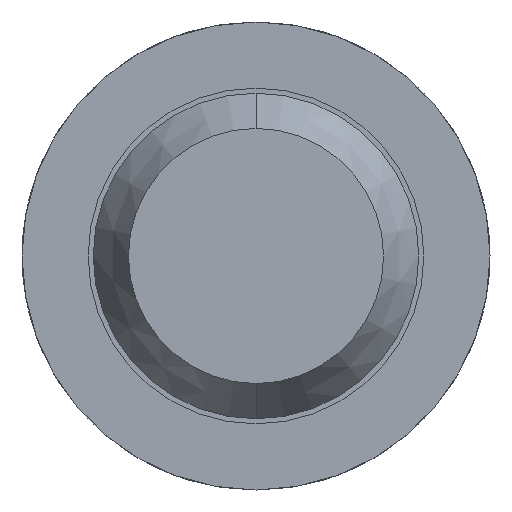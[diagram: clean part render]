
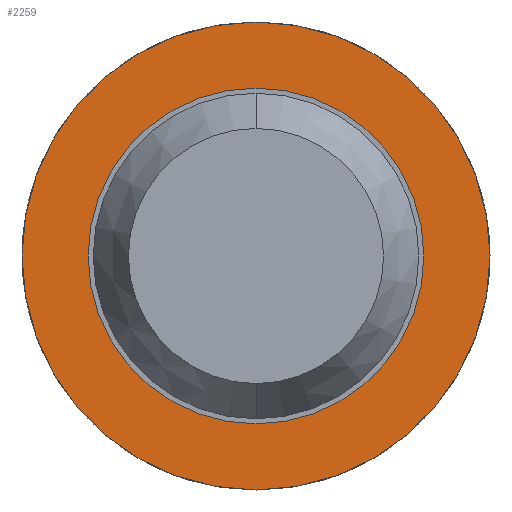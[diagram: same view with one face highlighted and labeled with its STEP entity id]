
A CAD part, front view. The second image highlights one B-rep face of the part: STEP entity #2259.
In plain terms, the highlighted planar face has unit normal (0, -1, 0).
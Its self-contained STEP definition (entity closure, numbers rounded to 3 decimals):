
#20 = EDGE_LOOP ( 'NONE', ( #4447, #2331 ) ) ;
#170 = VERTEX_POINT ( 'NONE', #4908 ) ;
#243 = EDGE_LOOP ( 'NONE', ( #2529, #1939 ) ) ;
#280 = CIRCLE ( 'NONE', #3057, 0.825 ) ;
#526 = DIRECTION ( 'NONE',  ( 0., 0., 1. ) ) ;
#570 = DIRECTION ( 'NONE',  ( 0., 1., 0. ) ) ;
#707 = AXIS2_PLACEMENT_3D ( 'NONE', #4122, #2886, #526 ) ;
#711 = VERTEX_POINT ( 'NONE', #1019 ) ;
#712 = CIRCLE ( 'NONE', #2303, 1.15 ) ;
#732 = DIRECTION ( 'NONE',  ( 0., 0., 1. ) ) ;
#792 = CIRCLE ( 'NONE', #707, 1.15 ) ;
#988 = CARTESIAN_POINT ( 'NONE',  ( 0., -1.7, 1.15 ) ) ;
#1016 = DIRECTION ( 'NONE',  ( 0., 1., 0. ) ) ;
#1019 = CARTESIAN_POINT ( 'NONE',  ( 0., -1.7, -0.825 ) ) ;
#1064 = VERTEX_POINT ( 'NONE', #988 ) ;
#1317 = DIRECTION ( 'NONE',  ( 0., 1., 0. ) ) ;
#1437 = DIRECTION ( 'NONE',  ( 0., 0., 1. ) ) ;
#1717 = CIRCLE ( 'NONE', #2392, 0.825 ) ;
#1939 = ORIENTED_EDGE ( 'NONE', *, *, #3809, .F. ) ;
#2096 = EDGE_CURVE ( 'Defeature ausgef�hrt3_7+Defeature ausgef�hrt3_6+Defeature ausgef�hrt3_6+Defeature ausgef�hrt3_6', #170, #711, #1717, .T. ) ;
#2259 = ADVANCED_FACE ( 'Defeature ausgef�hrt3_7', ( #4690, #2672 ), #3070, .F. ) ;
#2303 = AXIS2_PLACEMENT_3D ( 'NONE', #5014, #570, #1437 ) ;
#2331 = ORIENTED_EDGE ( 'NONE', *, *, #3230, .T. ) ;
#2392 = AXIS2_PLACEMENT_3D ( 'NONE', #3463, #1016, #4635 ) ;
#2529 = ORIENTED_EDGE ( 'NONE', *, *, #3305, .F. ) ;
#2672 = FACE_BOUND ( 'NONE', #20, .T. ) ;
#2752 = CARTESIAN_POINT ( 'NONE',  ( 0.825, -1.7, 0. ) ) ;
#2885 = VERTEX_POINT ( 'NONE', #3782 ) ;
#2886 = DIRECTION ( 'NONE',  ( 0., 1., 0. ) ) ;
#2975 = AXIS2_PLACEMENT_3D ( 'NONE', #2752, #4274, #732 ) ;
#3057 = AXIS2_PLACEMENT_3D ( 'NONE', #4872, #1317, #4456 ) ;
#3070 = PLANE ( 'NONE',  #2975 ) ;
#3230 = EDGE_CURVE ( 'Defeature ausgef�hrt3_7+Defeature ausgef�hrt3_6+Defeature ausgef�hrt3_6+Defeature ausgef�hrt3_6', #711, #170, #280, .T. ) ;
#3305 = EDGE_CURVE ( 'Defeature ausgef�hrt3_0+Defeature ausgef�hrt3_7+Defeature ausgef�hrt3_7+Defeature ausgef�hrt3_7', #1064, #2885, #792, .T. ) ;
#3463 = CARTESIAN_POINT ( 'NONE',  ( 0., -1.7, 0. ) ) ;
#3782 = CARTESIAN_POINT ( 'NONE',  ( 0., -1.7, -1.15 ) ) ;
#3809 = EDGE_CURVE ( 'Defeature ausgef�hrt3_0+Defeature ausgef�hrt3_7+Defeature ausgef�hrt3_7+Defeature ausgef�hrt3_7', #2885, #1064, #712, .T. ) ;
#4122 = CARTESIAN_POINT ( 'NONE',  ( 0., -1.7, 0. ) ) ;
#4274 = DIRECTION ( 'NONE',  ( 0., 1., 0. ) ) ;
#4447 = ORIENTED_EDGE ( 'NONE', *, *, #2096, .T. ) ;
#4456 = DIRECTION ( 'NONE',  ( 0., 0., 1. ) ) ;
#4635 = DIRECTION ( 'NONE',  ( 0., 0., 1. ) ) ;
#4690 = FACE_OUTER_BOUND ( 'NONE', #243, .T. ) ;
#4872 = CARTESIAN_POINT ( 'NONE',  ( 0., -1.7, 0. ) ) ;
#4908 = CARTESIAN_POINT ( 'NONE',  ( 0., -1.7, 0.825 ) ) ;
#5014 = CARTESIAN_POINT ( 'NONE',  ( 0., -1.7, 0. ) ) ;
